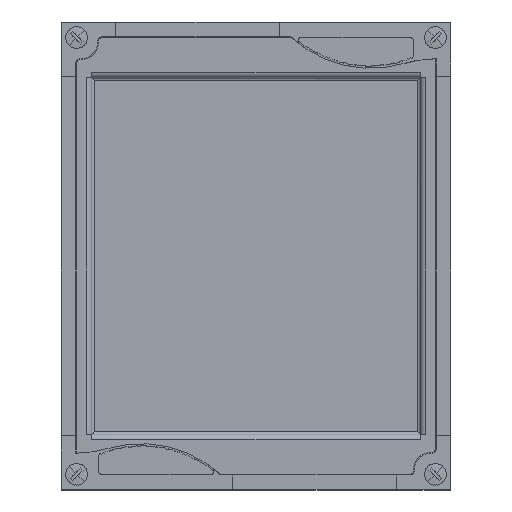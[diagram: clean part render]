
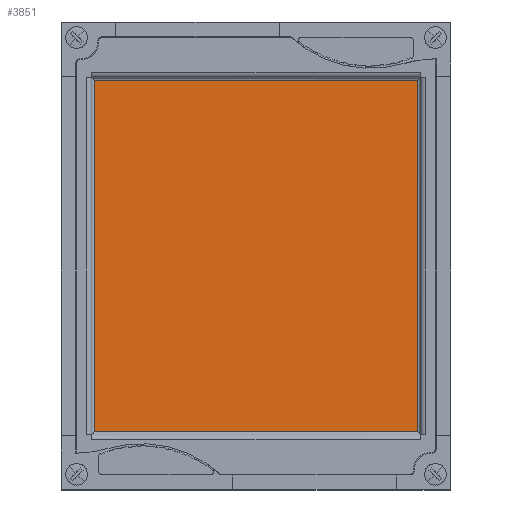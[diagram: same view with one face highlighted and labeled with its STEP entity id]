
A CAD part, top view. The second image highlights one B-rep face of the part: STEP entity #3851.
In plain terms, the highlighted planar face has unit normal (0, 0, 1).
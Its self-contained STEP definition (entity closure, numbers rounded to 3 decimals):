
#3851=ADVANCED_FACE('',(#7870),#7871,.T.);
#7870=FACE_OUTER_BOUND('',#12094,.T.);
#7871=PLANE('',#12095);
#12094=EDGE_LOOP('',(#23503,#23504,#23505,#23506));
#12095=AXIS2_PLACEMENT_3D('',#23507,#23508,#23509);
#23503=ORIENTED_EDGE('',*,*,#30088,.T.);
#23504=ORIENTED_EDGE('',*,*,#30183,.F.);
#23505=ORIENTED_EDGE('',*,*,#30126,.F.);
#23506=ORIENTED_EDGE('',*,*,#30178,.T.);
#23507=CARTESIAN_POINT('',(125.0,35.85,109.3));
#23508=DIRECTION('',(0.0,0.0,1.0));
#23509=DIRECTION('',(0.0,-1.0,0.0));
#30088=EDGE_CURVE('',#37263,#37260,#37264,.T.);
#30126=EDGE_CURVE('',#37318,#37316,#37320,.T.);
#30178=EDGE_CURVE('',#37318,#37263,#37399,.T.);
#30183=EDGE_CURVE('',#37316,#37260,#37404,.T.);
#37260=VERTEX_POINT('',#47511);
#37263=VERTEX_POINT('',#47514);
#37264=LINE('',#47515,#47516);
#37316=VERTEX_POINT('',#47583);
#37318=VERTEX_POINT('',#47585);
#37320=LINE('',#47587,#47588);
#37399=LINE('',#47689,#47690);
#37404=LINE('',#47697,#47698);
#47511=CARTESIAN_POINT('',(21.35,262.65,109.3));
#47514=CARTESIAN_POINT('',(228.65,262.65,109.3));
#47515=CARTESIAN_POINT('',(125.0,262.65,109.3));
#47516=VECTOR('',#54248,1.0);
#47583=CARTESIAN_POINT('',(21.35,37.35,109.3));
#47585=CARTESIAN_POINT('',(228.65,37.35,109.3));
#47587=CARTESIAN_POINT('',(125.0,37.35,109.3));
#47588=VECTOR('',#54303,1.0);
#47689=CARTESIAN_POINT('',(228.65,35.85,109.3));
#47690=VECTOR('',#54377,1.0);
#47697=CARTESIAN_POINT('',(21.35,35.85,109.3));
#47698=VECTOR('',#54380,1.0);
#54248=DIRECTION('',(-1.0,0.0,0.0));
#54303=DIRECTION('',(-1.0,0.0,0.0));
#54377=DIRECTION('',(0.0,1.0,0.0));
#54380=DIRECTION('',(0.0,1.0,0.0));
